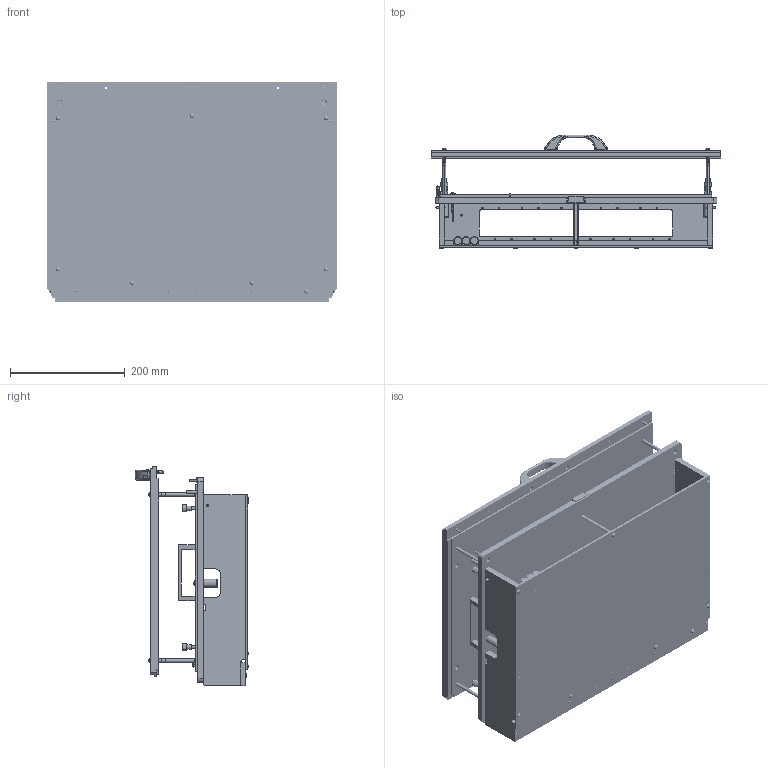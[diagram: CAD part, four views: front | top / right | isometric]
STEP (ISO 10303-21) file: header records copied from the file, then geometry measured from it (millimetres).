
FILE_DESCRIPTION (( 'STEP AP214' ), '1' );
FILE_NAME ('59640~0.STEP', '2019-10-24T09:48:00', ( '' ), ( '' ), 'SwSTEP 2.0', 'SolidWorks 2018', '' );
FILE_SCHEMA (( 'AUTOMOTIVE_DESIGN' ));
Length unit declared in the file: millimetre
Products named in the file (46): DIN965~n_M03,0x005; DIN6325~n_04,0m6x016; 41899~3_flexiebel <S>; 48265~1_S; DIN6325~n_03,0m6x024; 45876~2; 53731~0; 45907~4; 59644~0_S; 59642~2_S; GKS-114-0015~-g-k-s_Hub = 08,0 <S>; DIN912~n_M03,0x012; 59643~2_ICT Stellung (kontaktiert)  <S>; 3699~0_einzeln <Standard>; DIN125~n_03,2 M03,0; 32293~0_S; 46869~0_S; KS-113-Master~-k-s_KS-113 23; DIN6325~n_04,0m6x014; DIN6325~n_06,0m6x030; 59640~0; 3699~0_eins <Standard>; 41369~1_S; 32457~0_S; 59641~2_ohne Transportschrauben <S>; 45716~1_flexibel <S>; DIN965~n_M03,0x006; 43627~0_Hub 22,5mm<Standard>; DIN7979~n_04,0m6x020M3; 2196~6; ISO7380~n_M03,0x006; ISO7380~n_M02,0x004; 41880~3; 45867~2_S; 2229~6; 3917~3_M 3 A; 1607~1; ISO7380~n_M04,0x020; 41367~6_S; 2393~0_S ...
Assembly tree (109 placements, depth 4):
  59640~0
    59643~2_ICT Stellung (kontaktiert)  <S>
      41899~3_flexiebel <S>
        KS-113-Master~-k-s_KS-113 23
        GKS-114-0015~-g-k-s_Hub = 08,0 <S>
        53731~0
        3917~3_M 3 A
      59644~0_S
        45907~4
      59645~0_S
        45875~1_S
      45867~2_S  x2
      45876~2
      44393~2_S
      45878~1_S
      43627~0_Hub 22,5mm<Standard>  x7
      2196~6  x2
      2229~6  x2
      46869~0_S  x4
      1607~1  x2
      32293~0_S
      41880~3
      3699~0_einzeln <Standard>
      48265~1_S
      ISO7380~n_M04,0x012  x24
      DIN965~n_M03,0x005
      DIN6325~n_03,0m6x016
      DIN6325~n_03,0m6x024
      DIN6325~n_04,0m6x016  x7
      DIN6325~n_04,0m6x014
      DIN6325~n_06,0m6x030
      DIN965~n_M03,0x006  x3
      ISO7380~n_M02,0x004  x7
      3699~0_eins <Standard>  x2
      41367~6_S  x3
    59641~2_ohne Transportschrauben <S>
      45716~1_flexibel <S>
        32457~0_S
        DIN7979~n_04,0m6x020M3  x2
        ISO7380~n_M03,0x006  x2
        41369~1_S  x4
        ISO7380~n_M04,0x020  x4
        DIN912~n_M03,0x012  x2
        2393~0_S  x2
        DIN125~n_03,2 M03,0  x2
      59642~2_S
Bounding box: 506 x 198.38 x 383 mm (x, y, z)
Volume: 6466762.6 mm3; surface area: 1663327.6 mm2
Topology: 114 solids, 114 shells, 4030 faces, 9513 edges, 6131 vertices
Faces by surface type: plane 1826, cylinder 1588, cone 348, torus 158, bspline 58, sphere 52
Entity records: 100321 total; most frequent: CARTESIAN_POINT 20570, DIRECTION 13600, ORIENTED_EDGE 12172, EDGE_CURVE 6086, AXIS2_PLACEMENT_3D 5030, VERTEX_POINT 3977, VECTOR 3540, LINE 3540
